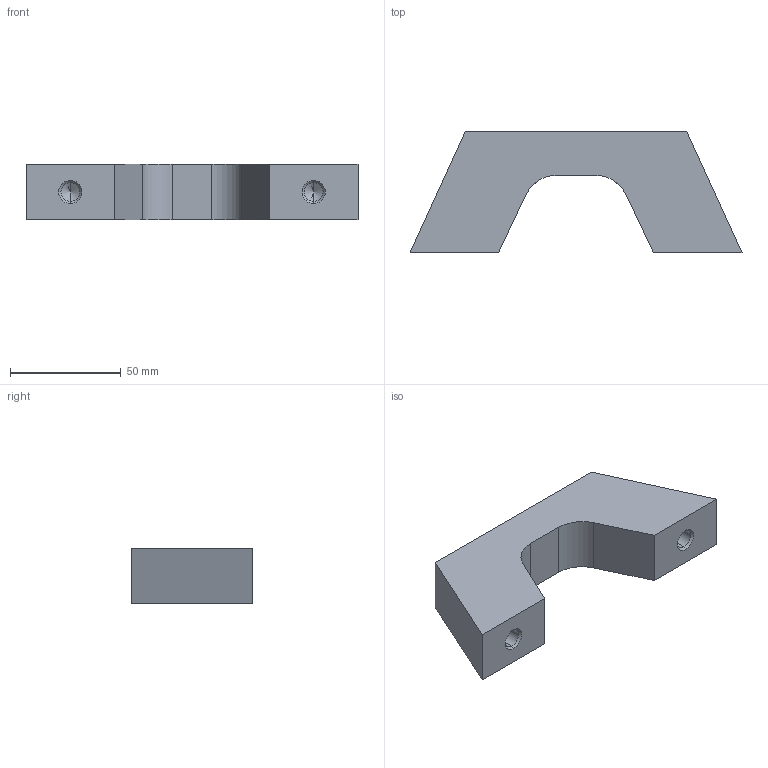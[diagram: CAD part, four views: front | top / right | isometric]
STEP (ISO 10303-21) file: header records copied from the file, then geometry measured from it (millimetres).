
FILE_DESCRIPTION (( 'STEP AP214' ), '1' );
FILE_NAME ('rehausse direction step.STEP', '2020-12-22T12:48:22', ( '' ), ( '' ), 'SwSTEP 2.0', 'SolidWorks 2019', '' );
FILE_SCHEMA (( 'AUTOMOTIVE_DESIGN' ));
Length unit declared in the file: millimetre
Products named in the file (1): rehausse direction step
Bounding box: 150 x 55 x 25 mm (x, y, z)
Volume: 121412.4 mm3; surface area: 22475.6 mm2
Topology: 1 solids, 1 shells, 36 faces, 86 edges, 48 vertices
Faces by surface type: cone 16, cylinder 10, plane 10
Entity records: 1096 total; most frequent: DIRECTION 180, CARTESIAN_POINT 163, ORIENTED_EDGE 156, EDGE_CURVE 78, AXIS2_PLACEMENT_3D 65, VECTOR 50, LINE 50, VERTEX_POINT 48
